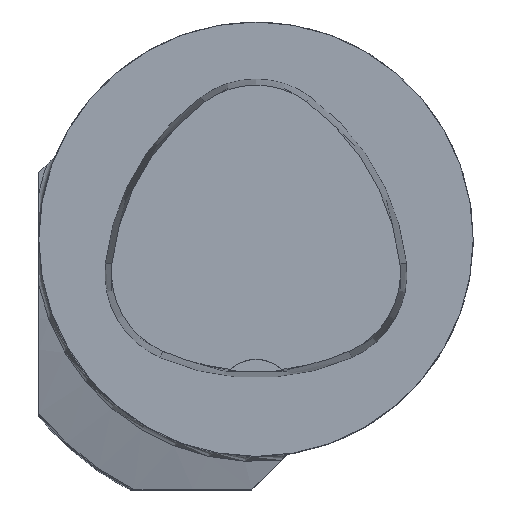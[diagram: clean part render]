
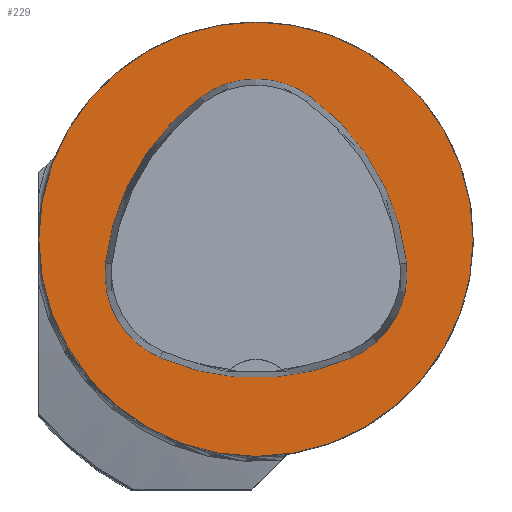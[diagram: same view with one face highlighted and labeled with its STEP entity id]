
A CAD part, top view. The second image highlights one B-rep face of the part: STEP entity #229.
In plain terms, the highlighted planar face has unit normal (0, 0, 1).
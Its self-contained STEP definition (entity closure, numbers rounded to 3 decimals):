
#77=FACE_BOUND('',#470,.T.);
#78=FACE_BOUND('',#471,.T.);
#229=ADVANCED_FACE('',(#77,#78),#290,.T.);
#290=PLANE('',#1723);
#470=EDGE_LOOP('',(#916,#917,#918,#919,#920,#921));
#471=EDGE_LOOP('',(#922));
#517=CIRCLE('',#1620,40.);
#537=CIRCLE('',#1701,44.);
#539=CIRCLE('',#1704,17.);
#541=CIRCLE('',#1707,44.);
#543=CIRCLE('',#1710,17.);
#547=CIRCLE('',#1715,44.);
#549=CIRCLE('',#1718,17.);
#916=ORIENTED_EDGE('',*,*,#1312,.T.);
#917=ORIENTED_EDGE('',*,*,#1292,.T.);
#918=ORIENTED_EDGE('',*,*,#1296,.T.);
#919=ORIENTED_EDGE('',*,*,#1299,.T.);
#920=ORIENTED_EDGE('',*,*,#1302,.T.);
#921=ORIENTED_EDGE('',*,*,#1310,.T.);
#922=ORIENTED_EDGE('',*,*,#1197,.F.);
#1045=VERTEX_POINT('',#2411);
#1098=VERTEX_POINT('',#2710);
#1099=VERTEX_POINT('',#2711);
#1102=VERTEX_POINT('',#2719);
#1104=VERTEX_POINT('',#2725);
#1106=VERTEX_POINT('',#2731);
#1113=VERTEX_POINT('',#2752);
#1197=EDGE_CURVE('',#1045,#1045,#517,.T.);
#1292=EDGE_CURVE('',#1098,#1099,#537,.T.);
#1296=EDGE_CURVE('',#1099,#1102,#539,.T.);
#1299=EDGE_CURVE('',#1102,#1104,#541,.T.);
#1302=EDGE_CURVE('',#1104,#1106,#543,.T.);
#1310=EDGE_CURVE('',#1106,#1113,#547,.T.);
#1312=EDGE_CURVE('',#1113,#1098,#549,.T.);
#1620=AXIS2_PLACEMENT_3D('',#2410,#1878,#1879);
#1701=AXIS2_PLACEMENT_3D('',#2709,#2089,#2090);
#1704=AXIS2_PLACEMENT_3D('',#2718,#2097,#2098);
#1707=AXIS2_PLACEMENT_3D('',#2724,#2104,#2105);
#1710=AXIS2_PLACEMENT_3D('',#2730,#2111,#2112);
#1715=AXIS2_PLACEMENT_3D('',#2753,#2123,#2124);
#1718=AXIS2_PLACEMENT_3D('',#2756,#2129,#2130);
#1723=AXIS2_PLACEMENT_3D('',#2761,#2139,#2140);
#1878=DIRECTION('',(0.,0.,-1.));
#1879=DIRECTION('',(-1.,0.,0.));
#2089=DIRECTION('',(0.,0.,-1.));
#2090=DIRECTION('',(-1.,0.,0.));
#2097=DIRECTION('',(0.,0.,-1.));
#2098=DIRECTION('',(-1.,0.,0.));
#2104=DIRECTION('',(0.,0.,-1.));
#2105=DIRECTION('',(-1.,0.,0.));
#2111=DIRECTION('',(0.,0.,-1.));
#2112=DIRECTION('',(-1.,0.,0.));
#2123=DIRECTION('',(0.,0.,-1.));
#2124=DIRECTION('',(-1.,0.,0.));
#2129=DIRECTION('',(0.,0.,-1.));
#2130=DIRECTION('',(-1.,0.,0.));
#2139=DIRECTION('',(0.,0.,1.));
#2140=DIRECTION('',(1.,0.,0.));
#2410=CARTESIAN_POINT('',(0.,0.,0.));
#2411=CARTESIAN_POINT('',(-40.,0.,0.));
#2709=CARTESIAN_POINT('',(16.01,-9.224,0.));
#2710=CARTESIAN_POINT('',(-27.722,-4.378,0.));
#2711=CARTESIAN_POINT('',(-10.119,26.178,0.));
#2718=CARTESIAN_POINT('',(-0.023,12.5,0.));
#2719=CARTESIAN_POINT('',(10.049,26.194,0.));
#2724=CARTESIAN_POINT('',(-16.021,-9.25,0.));
#2725=CARTESIAN_POINT('',(27.71,-4.394,0.));
#2730=CARTESIAN_POINT('',(10.814,-6.27,0.));
#2731=CARTESIAN_POINT('',(17.611,-21.852,0.));
#2752=CARTESIAN_POINT('',(-17.652,-21.819,0.));
#2753=CARTESIAN_POINT('',(0.017,18.477,0.));
#2756=CARTESIAN_POINT('',(-10.825,-6.25,0.));
#2761=CARTESIAN_POINT('',(0.,0.,0.));
